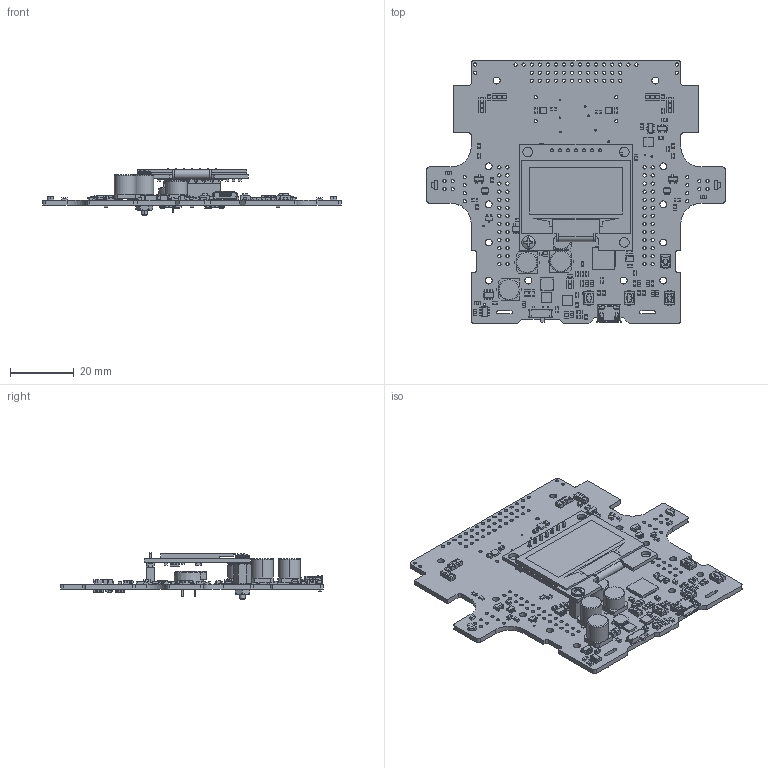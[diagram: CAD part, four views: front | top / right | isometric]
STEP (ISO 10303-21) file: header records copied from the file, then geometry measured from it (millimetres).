
FILE_DESCRIPTION (( 'STEP AP214' ), '1' );
FILE_NAME ('zumo_32u4_oled_main_board.step', '2021-11-17T20:10:24', ( '' ), ( '' ), 'SwSTEP 2.0', 'SolidWorks 2021', '' );
FILE_SCHEMA (( 'AUTOMOTIVE_DESIGN' ));
Length unit declared in the file: millimetre
Products named in the file (1): zumo_32u4_oled_main_board
Bounding box: 93.98 x 82.8 x 14.59 mm (x, y, z)
Volume: 13725.1 mm3; surface area: 20279.2 mm2
Topology: 7 solids, 7 shells, 6354 faces, 17469 edges, 11253 vertices
Faces by surface type: plane 4427, cylinder 1607, bspline 206, cone 56, torus 36, sphere 22
Entity records: 278473 total; most frequent: CARTESIAN_POINT 46542, ORIENTED_EDGE 34930, DIRECTION 31596, EDGE_CURVE 17465, VECTOR 13408, LINE 13408, VERTEX_POINT 11253, AXIS2_PLACEMENT_3D 9094
